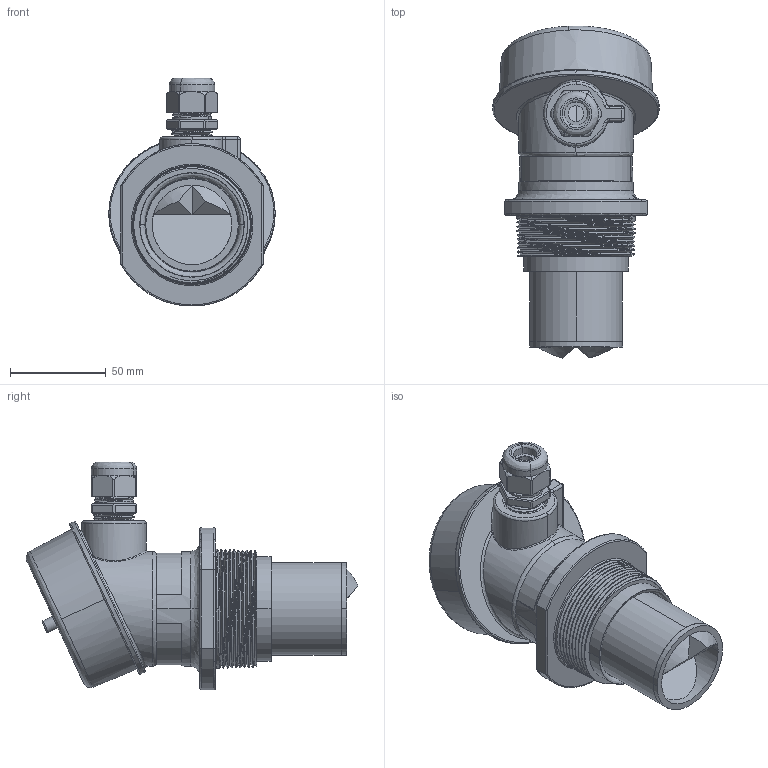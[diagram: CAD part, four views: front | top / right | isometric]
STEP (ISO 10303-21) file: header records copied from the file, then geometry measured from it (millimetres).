
FILE_DESCRIPTION (( 'STEP AP214' ), '1' );
FILE_NAME ('US06-001-00.STEP', '2021-01-25T15:00:38', ( '' ), ( '' ), 'SwSTEP 2.0', 'SolidWorks 2017', '' );
FILE_SCHEMA (( 'AUTOMOTIVE_DESIGN' ));
Length unit declared in the file: inch
Products named in the file (1): US06-001-00
Bounding box: 86.84 x 173.33 x 119.04 mm (x, y, z)
Volume: 249998.3 mm3; surface area: 139257.2 mm2
Topology: 7 solids, 7 shells, 526 faces, 1310 edges, 826 vertices
Faces by surface type: plane 183, cylinder 132, bspline 106, cone 105
Entity records: 47503 total; most frequent: CARTESIAN_POINT 34406, ORIENTED_EDGE 2588, DIRECTION 2002, EDGE_CURVE 1294, VERTEX_POINT 826, AXIS2_PLACEMENT_3D 718, EDGE_LOOP 580, LINE 566
